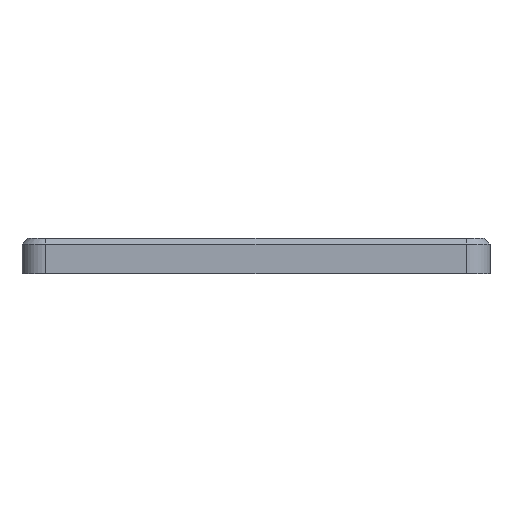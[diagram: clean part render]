
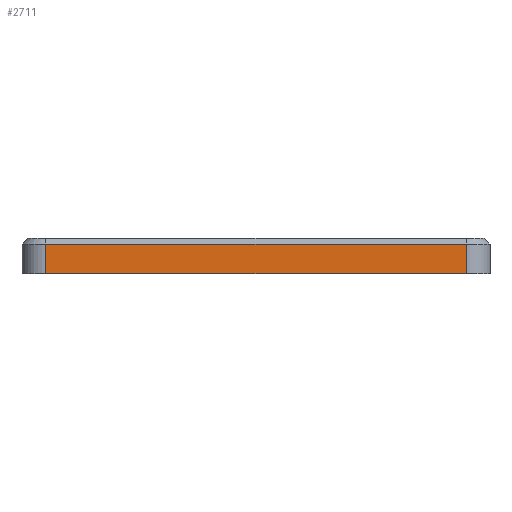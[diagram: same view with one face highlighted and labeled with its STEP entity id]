
A CAD part, front view. The second image highlights one B-rep face of the part: STEP entity #2711.
In plain terms, the highlighted planar face has unit normal (0, -1, 0).
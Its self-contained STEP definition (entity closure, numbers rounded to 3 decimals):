
#500=FACE_OUTER_BOUND('',#670,.T.);
#670=EDGE_LOOP('',(#2503,#2504,#2505,#2506));
#687=LINE('',#3201,#877);
#848=LINE('',#5154,#1038);
#849=LINE('',#5158,#1039);
#855=LINE('',#5177,#1045);
#877=VECTOR('',#2849,10.);
#1038=VECTOR('',#3090,10.);
#1039=VECTOR('',#3095,10.);
#1045=VECTOR('',#3113,10.);
#1064=VERTEX_POINT('',#3191);
#1066=VERTEX_POINT('',#3197);
#1299=VERTEX_POINT('',#5153);
#1300=VERTEX_POINT('',#5157);
#1333=EDGE_CURVE('',#1064,#1066,#687,.T.);
#1688=EDGE_CURVE('',#1066,#1299,#848,.T.);
#1690=EDGE_CURVE('',#1299,#1300,#849,.T.);
#1701=EDGE_CURVE('',#1300,#1064,#855,.T.);
#2503=ORIENTED_EDGE('',*,*,#1333,.F.);
#2504=ORIENTED_EDGE('',*,*,#1701,.F.);
#2505=ORIENTED_EDGE('',*,*,#1690,.F.);
#2506=ORIENTED_EDGE('',*,*,#1688,.F.);
#2557=PLANE('',#2804);
#2711=ADVANCED_FACE('',(#500),#2557,.T.);
#2804=AXIS2_PLACEMENT_3D('',#5204,#3152,#3153);
#2849=DIRECTION('',(1.,0.,0.));
#3090=DIRECTION('',(0.,0.,-1.));
#3095=DIRECTION('',(-1.,0.,0.));
#3113=DIRECTION('',(0.,0.,1.));
#3152=DIRECTION('center_axis',(0.,-1.,0.));
#3153=DIRECTION('ref_axis',(1.,0.,0.));
#3191=CARTESIAN_POINT('',(-35.157,-48.682,5.));
#3197=CARTESIAN_POINT('',(35.157,-48.682,5.));
#3201=CARTESIAN_POINT('',(-19.578,-48.682,5.));
#5153=CARTESIAN_POINT('',(35.157,-48.682,0.));
#5154=CARTESIAN_POINT('',(35.157,-48.682,0.));
#5157=CARTESIAN_POINT('',(-35.157,-48.682,0.));
#5158=CARTESIAN_POINT('',(39.157,-48.682,0.));
#5177=CARTESIAN_POINT('',(-35.157,-48.682,0.));
#5204=CARTESIAN_POINT('Origin',(-39.157,-48.682,0.));
